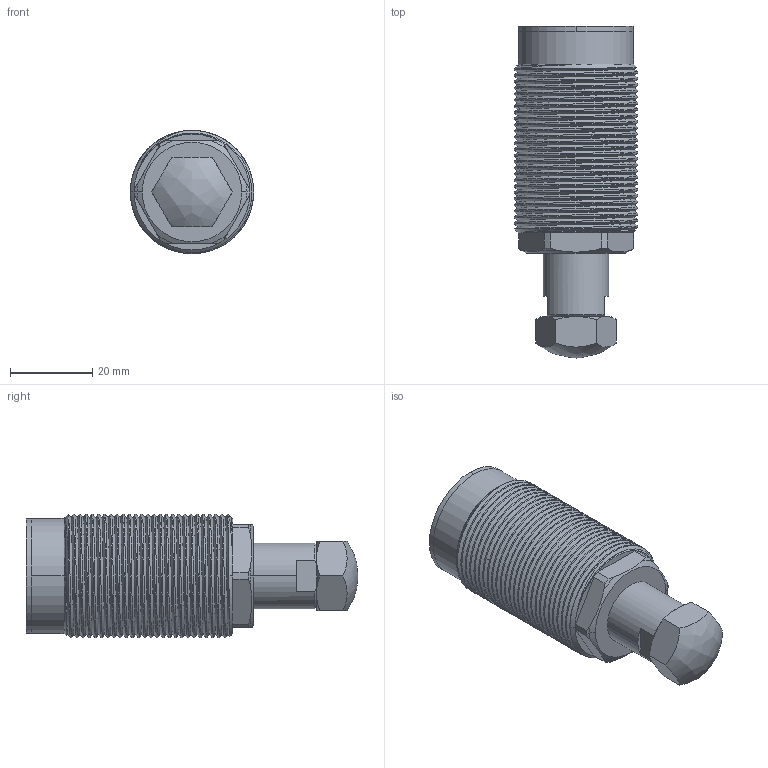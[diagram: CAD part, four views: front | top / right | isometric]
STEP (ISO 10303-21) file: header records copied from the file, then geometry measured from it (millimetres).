
FILE_DESCRIPTION (( 'STEP AP214' ), '1' );
FILE_NAME ('csp-16a_asm.STEP', '2019-04-13T03:55:50', ( '' ), ( '' ), 'SwSTEP 2.0', 'SolidWorks 2016', '' );
FILE_SCHEMA (( 'AUTOMOTIVE_DESIGN' ));
Length unit declared in the file: millimetre
Products named in the file (7): csp-16a_asm; CSP-16LS; CP-16DP; CSP-16BT; M4X10; CSP-16HSG; CSP-16AHG
Assembly tree (6 placements, depth 2):
  csp-16a_asm
    CSP-16AHG
    CSP-16HSG
    M4X10
    CSP-16BT
    CP-16DP
    CSP-16LS
Bounding box: 30 x 80.75 x 30 mm (x, y, z)
Volume: 26281 mm3; surface area: 22689.2 mm2
Topology: 6 solids, 6 shells, 405 faces, 1277 edges, 900 vertices
Faces by surface type: cylinder 244, bspline 61, plane 54, cone 46
Entity records: 37952 total; most frequent: CARTESIAN_POINT 27884, ORIENTED_EDGE 2548, DIRECTION 1315, EDGE_CURVE 1274, VERTEX_POINT 900, B_SPLINE_CURVE_WITH_KNOTS 799, AXIS2_PLACEMENT_3D 493, EDGE_LOOP 430
